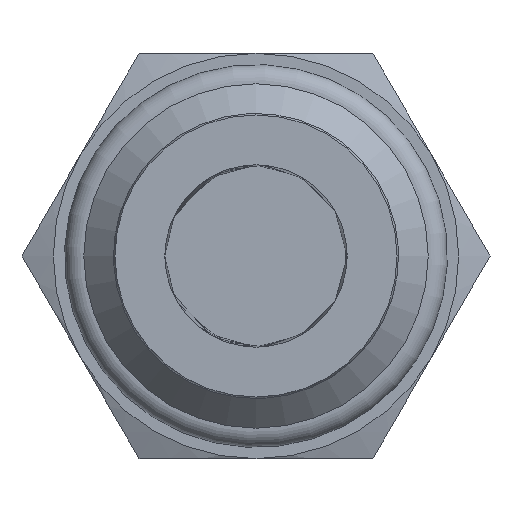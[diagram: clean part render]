
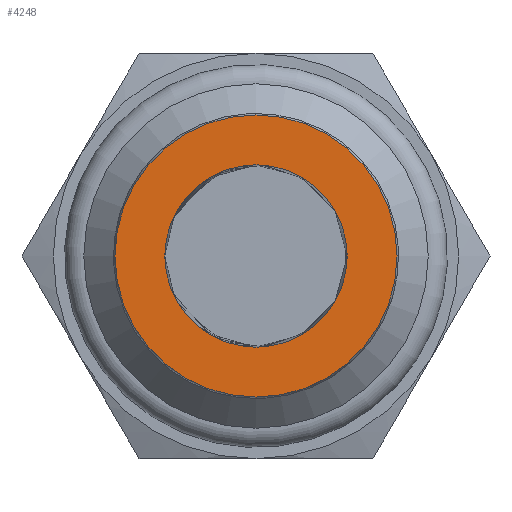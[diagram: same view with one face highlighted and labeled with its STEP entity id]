
A CAD part, left-side view. The second image highlights one B-rep face of the part: STEP entity #4248.
In plain terms, the highlighted planar face has unit normal (-1, 0, 0).
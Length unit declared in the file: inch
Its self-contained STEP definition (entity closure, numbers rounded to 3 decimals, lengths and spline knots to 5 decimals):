
#3721=CARTESIAN_POINT('',(-2.56,-0.28125,0.0));
#3722=VERTEX_POINT('',#3721);
#3723=CARTESIAN_POINT('',(-2.56,0.0,0.0));
#3724=DIRECTION('',(1.0,0.0,0.0));
#3725=DIRECTION('',(0.0,-1.0,0.0));
#3726=AXIS2_PLACEMENT_3D('',#3723,#3724,#3725);
#3727=CIRCLE('',#3726,0.28125);
#3728=EDGE_CURVE('',#3722,#3722,#3727,.T.);
#4229=CARTESIAN_POINT('',(-2.56,0.2175,0.0));
#4230=DIRECTION('',(-1.0,0.0,0.0));
#4231=DIRECTION('',(0.0,0.0,1.0));
#4232=AXIS2_PLACEMENT_3D('',#4229,#4230,#4231);
#4233=PLANE('',#4232);
#4234=CARTESIAN_POINT('',(-2.56,0.435,0.0));
#4235=VERTEX_POINT('',#4234);
#4236=CARTESIAN_POINT('',(-2.56,0.0,0.0));
#4237=DIRECTION('',(1.0,0.0,0.0));
#4238=DIRECTION('',(0.0,1.0,0.0));
#4239=AXIS2_PLACEMENT_3D('',#4236,#4237,#4238);
#4240=CIRCLE('',#4239,0.435);
#4241=EDGE_CURVE('',#4235,#4235,#4240,.T.);
#4242=ORIENTED_EDGE('',*,*,#4241,.F.);
#4243=EDGE_LOOP('',(#4242));
#4244=FACE_OUTER_BOUND('',#4243,.T.);
#4245=ORIENTED_EDGE('',*,*,#3728,.T.);
#4246=EDGE_LOOP('',(#4245));
#4247=FACE_BOUND('',#4246,.T.);
#4248=ADVANCED_FACE('',(#4244,#4247),#4233,.T.);
